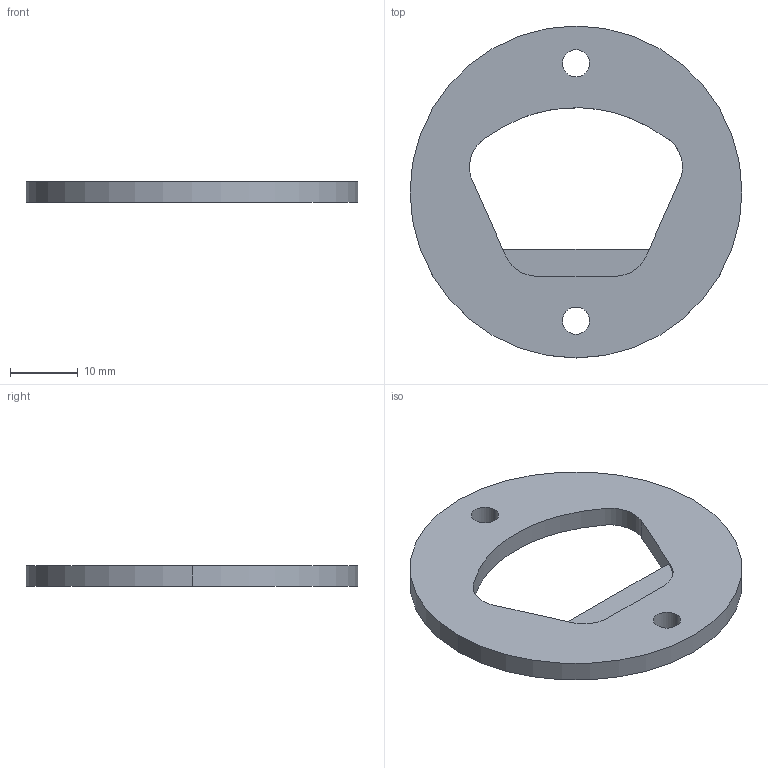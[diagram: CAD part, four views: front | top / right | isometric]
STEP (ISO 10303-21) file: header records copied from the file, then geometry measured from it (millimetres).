
FILE_DESCRIPTION(/* description */ (''),/* implementation_level */ '2;1');
FILE_NAME(/* name */ 'bottle opener cap',/* time_stamp */ '2025-04-30T15:56:38+02:00',/* author */ (''),/* organization */ (''),/* preprocessor_version */ 'ST-DEVELOPER v19.2',/* originating_system */ 'Rhino 8.17',/* authorisation */ '');
FILE_SCHEMA (('CONFIG_CONTROL_DESIGN'));
Length unit declared in the file: millimetre
Products named in the file (1): Document
Bounding box: 48.96 x 48.96 x 3 mm (x, y, z)
Volume: 3923.3 mm3; surface area: 3443.3 mm2
Topology: 1 solids, 1 shells, 18 faces, 46 edges, 30 vertices
Faces by surface type: plane 9, cylinder 8, bspline 1
Entity records: 669 total; most frequent: CARTESIAN_POINT 193, ORIENTED_EDGE 92, DIRECTION 53, EDGE_CURVE 46, AXIS2_PLACEMENT_3D 35, VERTEX_POINT 30, EDGE_LOOP 24, B_SPLINE_CURVE_WITH_KNOTS 19
